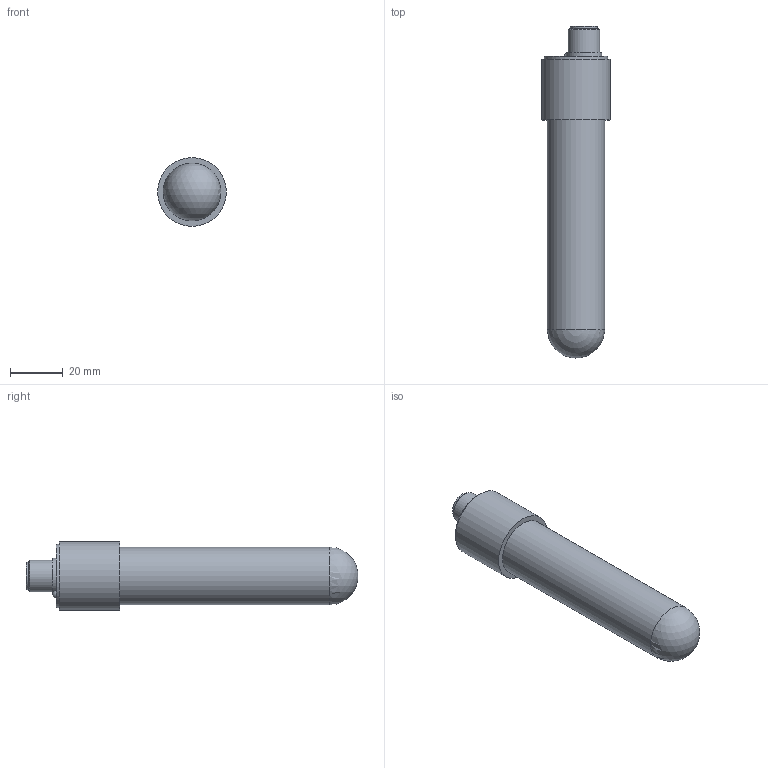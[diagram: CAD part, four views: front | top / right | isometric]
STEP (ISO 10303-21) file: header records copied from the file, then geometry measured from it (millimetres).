
FILE_DESCRIPTION(/* description */ (''),/* implementation_level */ '2;1');
FILE_NAME(/* name */ 'KA0450_Shrinkwrap_1.stp',/* time_stamp */ '2021-08-31T15:57:05+02:00',/* author */ ('Krieger Anja'),/* organization */ (''),/* preprocessor_version */ 'ST-DEVELOPER v18.1',/* originating_system */ 'Autodesk Inventor 2021',/* authorisation */ '');
FILE_SCHEMA (('AUTOMOTIVE_DESIGN { 1 0 10303 214 3 1 1 }'));
Length unit declared in the file: millimetre
Products named in the file (1): KA0450_Shrinkwrap_1
Bounding box: 26 x 125.42 x 26 mm (x, y, z)
Volume: 45745.4 mm3; surface area: 9650.5 mm2
Topology: 1 solids, 1 shells, 37 faces, 82 edges, 54 vertices
Faces by surface type: cylinder 16, plane 14, sphere 6, cone 1
Full cylindrical faces by diameter (mm): 1 x4, 2.4 x1, 2.5 x1, 3 x1, 3.1 x1, 10.3 x1, 12 x1, 13.5 x1, 21.8 x1, 24 x1, 26 x1
Entity records: 1163 total; most frequent: DIRECTION 197, CARTESIAN_POINT 163, ORIENTED_EDGE 146, AXIS2_PLACEMENT_3D 86, EDGE_CURVE 73, VERTEX_POINT 52, EDGE_LOOP 51, CIRCLE 48
